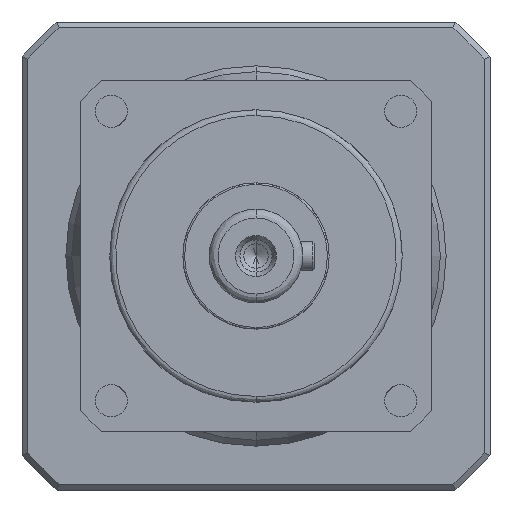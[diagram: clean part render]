
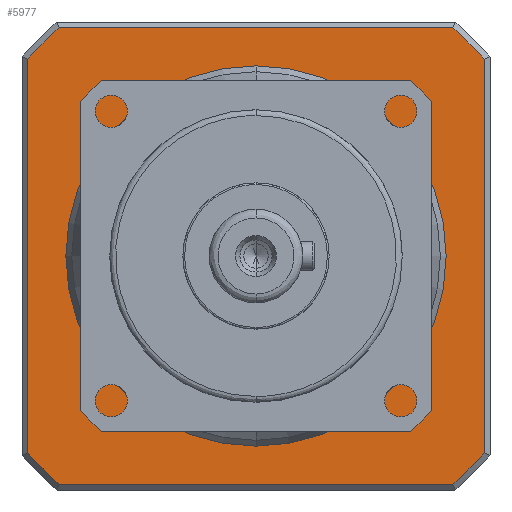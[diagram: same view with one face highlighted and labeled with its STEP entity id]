
A CAD part, left-side view. The second image highlights one B-rep face of the part: STEP entity #5977.
In plain terms, the highlighted face is planar.
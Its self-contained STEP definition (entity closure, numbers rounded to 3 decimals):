
#241 = DIRECTION ( 'NONE',  ( 1., 0., 0. ) ) ;
#409 = CARTESIAN_POINT ( 'NONE',  ( 33.634, -39., 3.5 ) ) ;
#627 = CARTESIAN_POINT ( 'NONE',  ( -33.634, 39., 3.5 ) ) ;
#1352 = CARTESIAN_POINT ( 'NONE',  ( -28.5, 0., 3.5 ) ) ;
#1367 = FACE_BOUND ( 'NONE', #8783, .T. ) ;
#1681 = CIRCLE ( 'NONE', #21291, 51.5 ) ;
#1705 = VECTOR ( 'NONE', #17674, 1000. ) ;
#2007 = CARTESIAN_POINT ( 'NONE',  ( -39., 33.634, 3.5 ) ) ;
#2391 = AXIS2_PLACEMENT_3D ( 'NONE', #4147, #4118, #4083 ) ;
#2458 = CARTESIAN_POINT ( 'NONE',  ( -39., -33.634, 3.5 ) ) ;
#3393 = EDGE_CURVE ( 'NONE', #22818, #16400, #22411, .T. ) ;
#3397 = DIRECTION ( 'NONE',  ( 0., 1., 0. ) ) ;
#3499 = VERTEX_POINT ( 'NONE', #2458 ) ;
#3732 = DIRECTION ( 'NONE',  ( 1., 0., 0. ) ) ;
#3803 = ORIENTED_EDGE ( 'NONE', *, *, #23267, .F. ) ;
#4083 = DIRECTION ( 'NONE',  ( 1., 0., 0. ) ) ;
#4118 = DIRECTION ( 'NONE',  ( 0., 0., -1. ) ) ;
#4147 = CARTESIAN_POINT ( 'NONE',  ( 0., 0., 3.5 ) ) ;
#4676 = DIRECTION ( 'NONE',  ( 0., 0., 1. ) ) ;
#4852 = AXIS2_PLACEMENT_3D ( 'NONE', #8264, #20939, #10033 ) ;
#4953 = ORIENTED_EDGE ( 'NONE', *, *, #17333, .F. ) ;
#5158 = CARTESIAN_POINT ( 'NONE',  ( 0., 0., 3.5 ) ) ;
#5167 = CARTESIAN_POINT ( 'NONE',  ( 0., 0., 3.5 ) ) ;
#5439 = CARTESIAN_POINT ( 'NONE',  ( 0., 0., 3.5 ) ) ;
#5818 = VERTEX_POINT ( 'NONE', #2007 ) ;
#5977 = ADVANCED_FACE ( 'NONE', ( #15913, #1367 ), #22308, .F. ) ;
#6195 = CARTESIAN_POINT ( 'NONE',  ( -39., 0., 3.5 ) ) ;
#6430 = CIRCLE ( 'NONE', #17058, 28.5 ) ;
#7005 = DIRECTION ( 'NONE',  ( 1., 0., 0. ) ) ;
#7017 = DIRECTION ( 'NONE',  ( 1., 0., 0. ) ) ;
#7031 = ORIENTED_EDGE ( 'NONE', *, *, #10087, .F. ) ;
#7115 = CIRCLE ( 'NONE', #16959, 51.5 ) ;
#7322 = DIRECTION ( 'NONE',  ( 1., 0., 0. ) ) ;
#8264 = CARTESIAN_POINT ( 'NONE',  ( 0., 0., 3.5 ) ) ;
#8569 = LINE ( 'NONE', #14276, #22412 ) ;
#8657 = CARTESIAN_POINT ( 'NONE',  ( 0., 39., 3.5 ) ) ;
#8723 = ORIENTED_EDGE ( 'NONE', *, *, #12707, .F. ) ;
#8783 = EDGE_LOOP ( 'NONE', ( #7031, #12118 ) ) ;
#9435 = ORIENTED_EDGE ( 'NONE', *, *, #22866, .F. ) ;
#9741 = CIRCLE ( 'NONE', #15437, 51.5 ) ;
#9893 = CARTESIAN_POINT ( 'NONE',  ( 39., 33.634, 3.5 ) ) ;
#10033 = DIRECTION ( 'NONE',  ( 1., 0., 0. ) ) ;
#10087 = EDGE_CURVE ( 'NONE', #16400, #22818, #6430, .T. ) ;
#10434 = VERTEX_POINT ( 'NONE', #409 ) ;
#11176 = DIRECTION ( 'NONE',  ( 0., 0., 1. ) ) ;
#11546 = VERTEX_POINT ( 'NONE', #20139 ) ;
#11671 = LINE ( 'NONE', #16491, #15994 ) ;
#11752 = ORIENTED_EDGE ( 'NONE', *, *, #13907, .F. ) ;
#11891 = AXIS2_PLACEMENT_3D ( 'NONE', #15600, #4676, #17436 ) ;
#12118 = ORIENTED_EDGE ( 'NONE', *, *, #3393, .F. ) ;
#12707 = EDGE_CURVE ( 'NONE', #10434, #11546, #9741, .T. ) ;
#12732 = CARTESIAN_POINT ( 'NONE',  ( 33.634, 39., 3.5 ) ) ;
#13097 = EDGE_CURVE ( 'NONE', #15582, #18430, #20515, .T. ) ;
#13907 = EDGE_CURVE ( 'NONE', #5818, #3499, #22650, .T. ) ;
#14229 = ORIENTED_EDGE ( 'NONE', *, *, #13097, .F. ) ;
#14236 = EDGE_CURVE ( 'NONE', #21219, #10434, #11671, .T. ) ;
#14272 = ORIENTED_EDGE ( 'NONE', *, *, #14236, .F. ) ;
#14276 = CARTESIAN_POINT ( 'NONE',  ( 39., 0., 3.5 ) ) ;
#15437 = AXIS2_PLACEMENT_3D ( 'NONE', #5439, #18259, #7322 ) ;
#15451 = DIRECTION ( 'NONE',  ( 0., -1., 0. ) ) ;
#15582 = VERTEX_POINT ( 'NONE', #12732 ) ;
#15600 = CARTESIAN_POINT ( 'NONE',  ( 0., 0., 3.5 ) ) ;
#15646 = CARTESIAN_POINT ( 'NONE',  ( 28.5, 0., 3.5 ) ) ;
#15913 = FACE_OUTER_BOUND ( 'NONE', #16757, .T. ) ;
#15994 = VECTOR ( 'NONE', #3732, 1000. ) ;
#16400 = VERTEX_POINT ( 'NONE', #15646 ) ;
#16491 = CARTESIAN_POINT ( 'NONE',  ( 0., -39., 3.5 ) ) ;
#16757 = EDGE_LOOP ( 'NONE', ( #14272, #3803, #11752, #4953, #14229, #9435, #20073, #8723 ) ) ;
#16959 = AXIS2_PLACEMENT_3D ( 'NONE', #5158, #17947, #7005 ) ;
#17058 = AXIS2_PLACEMENT_3D ( 'NONE', #5167, #17960, #7017 ) ;
#17138 = CARTESIAN_POINT ( 'NONE',  ( -33.634, -39., 3.5 ) ) ;
#17155 = EDGE_CURVE ( 'NONE', #11546, #21213, #8569, .T. ) ;
#17333 = EDGE_CURVE ( 'NONE', #18430, #5818, #1681, .T. ) ;
#17436 = DIRECTION ( 'NONE',  ( 1., 0., 0. ) ) ;
#17674 = DIRECTION ( 'NONE',  ( -1., 0., 0. ) ) ;
#17947 = DIRECTION ( 'NONE',  ( 0., 0., 1. ) ) ;
#17960 = DIRECTION ( 'NONE',  ( 0., 0., -1. ) ) ;
#18259 = DIRECTION ( 'NONE',  ( 0., 0., 1. ) ) ;
#18430 = VERTEX_POINT ( 'NONE', #627 ) ;
#18513 = VECTOR ( 'NONE', #15451, 1000. ) ;
#19652 = CIRCLE ( 'NONE', #11891, 51.5 ) ;
#20073 = ORIENTED_EDGE ( 'NONE', *, *, #17155, .F. ) ;
#20139 = CARTESIAN_POINT ( 'NONE',  ( 39., -33.634, 3.5 ) ) ;
#20515 = LINE ( 'NONE', #8657, #1705 ) ;
#20939 = DIRECTION ( 'NONE',  ( 0., 0., 1. ) ) ;
#21213 = VERTEX_POINT ( 'NONE', #9893 ) ;
#21219 = VERTEX_POINT ( 'NONE', #17138 ) ;
#21291 = AXIS2_PLACEMENT_3D ( 'NONE', #22018, #11176, #241 ) ;
#22018 = CARTESIAN_POINT ( 'NONE',  ( 0., 0., 3.5 ) ) ;
#22308 = PLANE ( 'NONE',  #4852 ) ;
#22411 = CIRCLE ( 'NONE', #2391, 28.5 ) ;
#22412 = VECTOR ( 'NONE', #3397, 1000. ) ;
#22650 = LINE ( 'NONE', #6195, #18513 ) ;
#22818 = VERTEX_POINT ( 'NONE', #1352 ) ;
#22866 = EDGE_CURVE ( 'NONE', #21213, #15582, #7115, .T. ) ;
#23267 = EDGE_CURVE ( 'NONE', #3499, #21219, #19652, .T. ) ;
